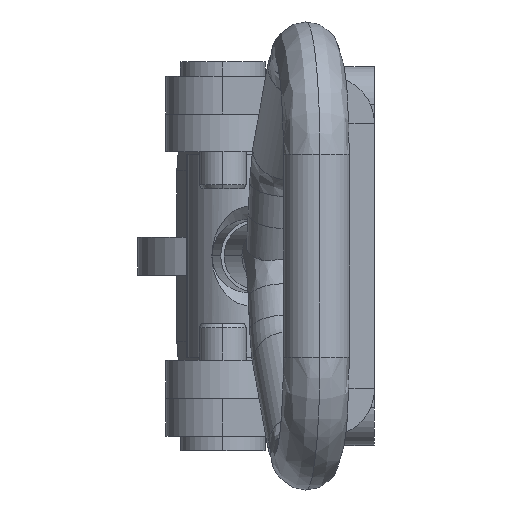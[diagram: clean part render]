
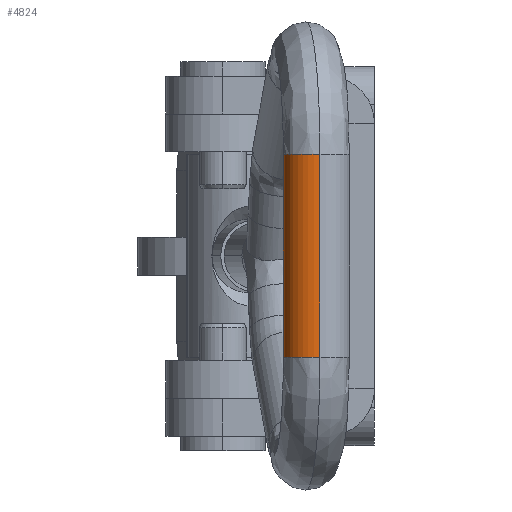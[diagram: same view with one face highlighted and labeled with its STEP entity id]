
A CAD part, left-side view. The second image highlights one B-rep face of the part: STEP entity #4824.
In plain terms, the highlighted free-form (B-spline) face has degree [3, 1] with [4, 2] control points.
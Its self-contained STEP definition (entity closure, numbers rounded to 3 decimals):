
#37 = DIRECTION ( 'NONE',  ( -1., 0., 0. ) ) ;
#65 = ORIENTED_EDGE ( 'NONE', *, *, #4454, .T. ) ;
#173 = DIRECTION ( 'NONE',  ( -1., -0.006, 0. ) ) ;
#390 = LINE ( 'NONE', #2735, #3354 ) ;
#401 = CARTESIAN_POINT ( 'NONE',  ( 10.72, 88.5, 7. ) ) ;
#488 = VERTEX_POINT ( 'NONE', #1063 ) ;
#512 = FACE_OUTER_BOUND ( 'NONE', #3799, .T. ) ;
#607 = CARTESIAN_POINT ( 'NONE',  ( -10.68, 88.5, 0. ) ) ;
#750 = AXIS2_PLACEMENT_3D ( 'NONE', #2483, #173, #2869 ) ;
#760 = CARTESIAN_POINT ( 'NONE',  ( 10.72, 88.5, 0. ) ) ;
#801 = CARTESIAN_POINT ( 'NONE',  ( 10.68, 95.5, 7. ) ) ;
#1063 = CARTESIAN_POINT ( 'NONE',  ( -10.72, 95.5, 0. ) ) ;
#1192 = CARTESIAN_POINT ( 'NONE',  ( 10.68, 95.5, 0. ) ) ;
#1201 = VERTEX_POINT ( 'NONE', #2858 ) ;
#1451 = ORIENTED_EDGE ( 'NONE', *, *, #4846, .T. ) ;
#1769 = AXIS2_PLACEMENT_3D ( 'NONE', #4407, #2145, #4772 ) ;
#1863 = VERTEX_POINT ( 'NONE', #2686 ) ;
#1952 = CARTESIAN_POINT ( 'NONE',  ( 10.72, 88.5, 0. ) ) ;
#2145 = DIRECTION ( 'NONE',  ( -1., -0.006, 0. ) ) ;
#2334 = CARTESIAN_POINT ( 'NONE',  ( -10.68, 88.5, 0. ) ) ;
#2345 = CIRCLE ( 'NONE', #1769, 3.5 ) ;
#2483 = CARTESIAN_POINT ( 'NONE',  ( 10.7, 92., 0. ) ) ;
#2502 = LINE ( 'NONE', #760, #3640 ) ;
#2686 = CARTESIAN_POINT ( 'NONE',  ( 10.68, 95.5, 0. ) ) ;
#2735 = CARTESIAN_POINT ( 'NONE',  ( 10.68, 95.5, 0. ) ) ;
#2762 = ORIENTED_EDGE ( 'NONE', *, *, #4018, .F. ) ;
#2858 = CARTESIAN_POINT ( 'NONE',  ( 10.72, 88.5, 0. ) ) ;
#2869 = DIRECTION ( 'NONE',  ( 0.006, -1., 0. ) ) ;
#2970 = EDGE_CURVE ( 'NONE', #1201, #3444, #2502, .T. ) ;
#3094 = CARTESIAN_POINT ( 'NONE',  ( -10.68, 88.5, 7. ) ) ;
#3238 = CIRCLE ( 'NONE', #750, 3.5 ) ;
#3310 =( BOUNDED_SURFACE ( )  B_SPLINE_SURFACE ( 3, 1, ( 
 ( #1952, #2334 ),
 ( #401, #3094 ),
 ( #801, #3486 ),
 ( #1192, #3861 ) ),
 .UNSPECIFIED., .F., .F., .F. ) 
 B_SPLINE_SURFACE_WITH_KNOTS ( ( 4, 4 ),
 ( 2, 2 ),
 ( 0., 1. ),
 ( 0., 1. ),
 .UNSPECIFIED. ) 
 GEOMETRIC_REPRESENTATION_ITEM ( )  RATIONAL_B_SPLINE_SURFACE ( (
 ( 1., 1.),
 ( 0.333, 0.333),
 ( 0.333, 0.333),
 ( 1., 1.) ) ) 
 REPRESENTATION_ITEM ( '' )  SURFACE ( )  );
#3354 = VECTOR ( 'NONE', #37, 1000. ) ;
#3444 = VERTEX_POINT ( 'NONE', #607 ) ;
#3455 = DIRECTION ( 'NONE',  ( -1., 0., 0. ) ) ;
#3486 = CARTESIAN_POINT ( 'NONE',  ( -10.72, 95.5, 7. ) ) ;
#3640 = VECTOR ( 'NONE', #3455, 1000. ) ;
#3799 = EDGE_LOOP ( 'NONE', ( #65, #1451, #2762, #4141 ) ) ;
#3861 = CARTESIAN_POINT ( 'NONE',  ( -10.72, 95.5, 0. ) ) ;
#4018 = EDGE_CURVE ( 'NONE', #3444, #488, #2345, .T. ) ;
#4141 = ORIENTED_EDGE ( 'NONE', *, *, #2970, .F. ) ;
#4407 = CARTESIAN_POINT ( 'NONE',  ( -10.7, 92., 0. ) ) ;
#4454 = EDGE_CURVE ( 'NONE', #1201, #1863, #3238, .T. ) ;
#4772 = DIRECTION ( 'NONE',  ( 0.006, -1., 0. ) ) ;
#4824 = ADVANCED_FACE ( 'NONE', ( #512 ), #3310, .T. ) ;
#4846 = EDGE_CURVE ( 'NONE', #1863, #488, #390, .T. ) ;
